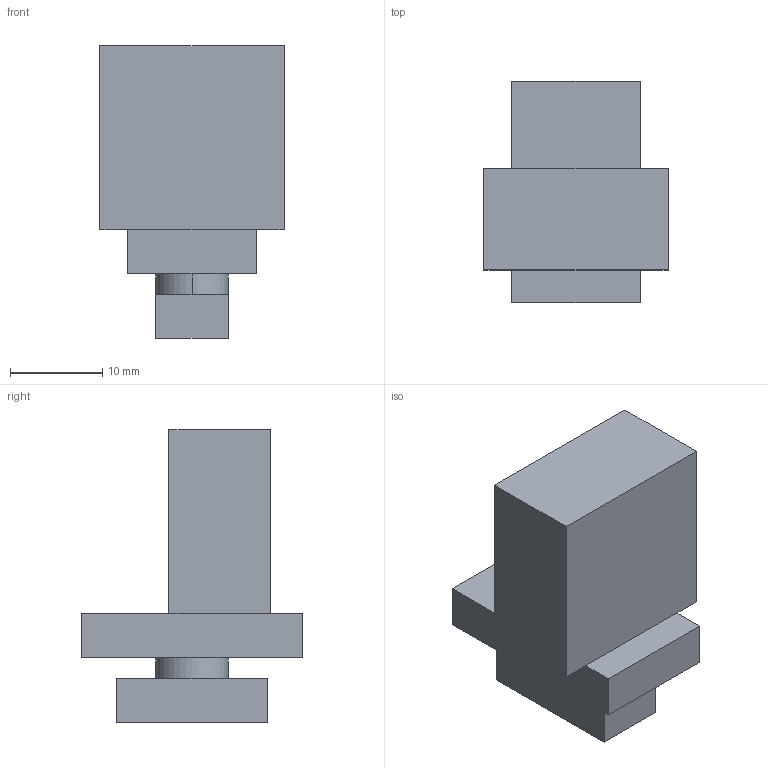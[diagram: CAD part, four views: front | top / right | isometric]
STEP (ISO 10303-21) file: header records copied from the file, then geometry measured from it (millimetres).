
FILE_DESCRIPTION(('STEP AP214'),'1');
FILE_NAME('cctmp_D1B9B636-E1CB-40F9-9564-93F49136459A_2020_5_12_14_57_44_286..stp','2020-05-12T12:57:44',('Bosch Rexroth AG'),('CADClick - www.CADClick.com'),'Spatial InterOp 3D',' ','unknown authorization - (Healing Option Enabled)');
FILE_SCHEMA(('AUTOMOTIVE_DESIGN'));
Length unit declared in the file: millimetre
Products named in the file (1): 2020_05_12__14-57-44-283
Bounding box: 20 x 24 x 31.8 mm (x, y, z)
Volume: 6746.3 mm3; surface area: 2860.3 mm2
Topology: 1 solids, 1 shells, 23 faces, 54 edges, 34 vertices
Faces by surface type: plane 21, cylinder 2
Entity records: 854 total; most frequent: CARTESIAN_POINT 112, DIRECTION 108, ORIENTED_EDGE 108, EDGE_CURVE 54, LINE 48, VECTOR 48, VERTEX_POINT 34, AXIS2_PLACEMENT_3D 30
